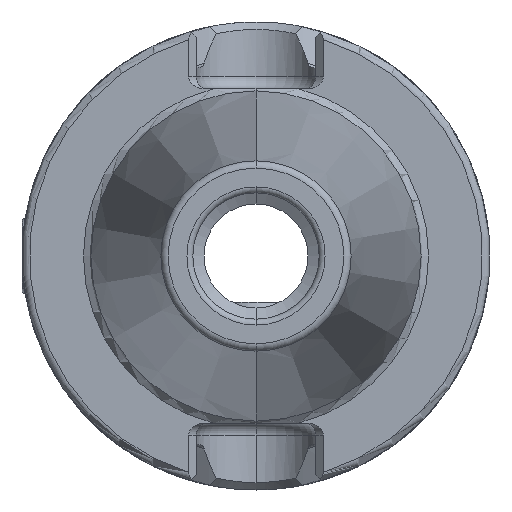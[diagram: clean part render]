
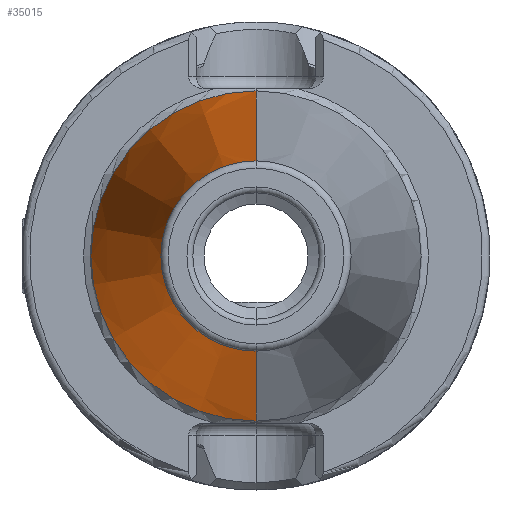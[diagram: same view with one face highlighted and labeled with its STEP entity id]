
A CAD part, left-side view. The second image highlights one B-rep face of the part: STEP entity #35015.
In plain terms, the highlighted conical face has half-angle 8.297 degrees and reference radius 22.225 mm.
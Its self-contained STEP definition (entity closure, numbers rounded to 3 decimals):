
#149 = EDGE_LOOP ( 'NONE', ( #1843, #30303, #30047, #14687 ) ) ;
#661 = LINE ( 'NONE', #14901, #3741 ) ;
#1843 = ORIENTED_EDGE ( 'NONE', *, *, #5460, .F. ) ;
#1921 = CARTESIAN_POINT ( 'NONE',  ( 0., 0., -22.225 ) ) ;
#2062 = CARTESIAN_POINT ( 'NONE',  ( 0., 0., 22.225 ) ) ;
#3741 = VECTOR ( 'NONE', #37703, 1000. ) ;
#5460 = EDGE_CURVE ( 'NONE', #41184, #13334, #16737, .T. ) ;
#8170 = EDGE_CURVE ( 'NONE', #13334, #26158, #18637, .T. ) ;
#12309 = DIRECTION ( 'NONE',  ( -1., 0., 0. ) ) ;
#13045 = FACE_OUTER_BOUND ( 'NONE', #149, .T. ) ;
#13225 = CIRCLE ( 'NONE', #26811, 22.225 ) ;
#13334 = VERTEX_POINT ( 'NONE', #35324 ) ;
#14687 = ORIENTED_EDGE ( 'NONE', *, *, #8170, .F. ) ;
#14901 = CARTESIAN_POINT ( 'NONE',  ( 0., 0., 22.225 ) ) ;
#15749 = CARTESIAN_POINT ( 'NONE',  ( -64.544, 0., 0. ) ) ;
#16380 = AXIS2_PLACEMENT_3D ( 'NONE', #37392, #34125, #33988 ) ;
#16737 = CIRCLE ( 'NONE', #21795, 12.812 ) ;
#16958 = CARTESIAN_POINT ( 'NONE',  ( -64.544, 0., 12.812 ) ) ;
#18637 = LINE ( 'NONE', #26688, #27312 ) ;
#21795 = AXIS2_PLACEMENT_3D ( 'NONE', #15749, #27377, #27521 ) ;
#25213 = EDGE_CURVE ( 'NONE', #41184, #29835, #661, .T. ) ;
#26158 = VERTEX_POINT ( 'NONE', #1921 ) ;
#26688 = CARTESIAN_POINT ( 'NONE',  ( 0., 0., -22.225 ) ) ;
#26811 = AXIS2_PLACEMENT_3D ( 'NONE', #31833, #12309, #35088 ) ;
#27070 = EDGE_CURVE ( 'NONE', #29835, #26158, #13225, .T. ) ;
#27312 = VECTOR ( 'NONE', #33264, 1000. ) ;
#27377 = DIRECTION ( 'NONE',  ( -1., 0., 0. ) ) ;
#27521 = DIRECTION ( 'NONE',  ( 0., 0., 1. ) ) ;
#29835 = VERTEX_POINT ( 'NONE', #2062 ) ;
#30047 = ORIENTED_EDGE ( 'NONE', *, *, #27070, .T. ) ;
#30303 = ORIENTED_EDGE ( 'NONE', *, *, #25213, .T. ) ;
#31833 = CARTESIAN_POINT ( 'NONE',  ( 0., 0., 0. ) ) ;
#33264 = DIRECTION ( 'NONE',  ( 0.99, 0., -0.144 ) ) ;
#33988 = DIRECTION ( 'NONE',  ( 0., 0., -1. ) ) ;
#34125 = DIRECTION ( 'NONE',  ( 1., 0., 0. ) ) ;
#35015 = ADVANCED_FACE ( 'NONE', ( #13045 ), #37004, .T. ) ;
#35088 = DIRECTION ( 'NONE',  ( 0., 0., 1. ) ) ;
#35324 = CARTESIAN_POINT ( 'NONE',  ( -64.544, 0., -12.812 ) ) ;
#37004 = CONICAL_SURFACE ( 'NONE', #16380, 22.225, 0.145 ) ;
#37392 = CARTESIAN_POINT ( 'NONE',  ( 0., 0., 0. ) ) ;
#37703 = DIRECTION ( 'NONE',  ( 0.99, 0., 0.144 ) ) ;
#41184 = VERTEX_POINT ( 'NONE', #16958 ) ;
